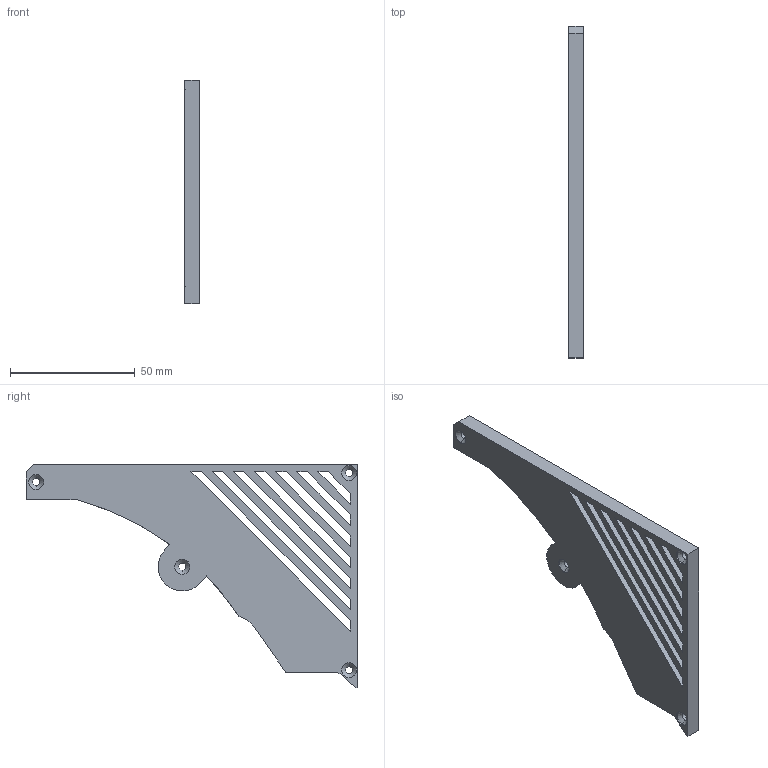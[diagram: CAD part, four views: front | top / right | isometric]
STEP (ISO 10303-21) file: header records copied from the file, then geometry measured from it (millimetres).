
FILE_DESCRIPTION (( 'STEP AP214' ), '1' );
FILE_NAME ('EE_Side_R.STEP', '2025-07-18T19:48:44', ( '' ), ( '' ), 'SwSTEP 2.0', 'SolidWorks 2020', '' );
FILE_SCHEMA (( 'AUTOMOTIVE_DESIGN' ));
Length unit declared in the file: millimetre
Products named in the file (1): EE_Side_R
Bounding box: 6 x 133 x 89.6 mm (x, y, z)
Volume: 19681.1 mm3; surface area: 16401.7 mm2
Topology: 1 solids, 1 shells, 76 faces, 224 edges, 144 vertices
Faces by surface type: plane 42, cylinder 25, cone 9
Entity records: 2590 total; most frequent: CARTESIAN_POINT 451, ORIENTED_EDGE 448, DIRECTION 428, EDGE_CURVE 224, LINE 170, VECTOR 170, VERTEX_POINT 144, AXIS2_PLACEMENT_3D 129
